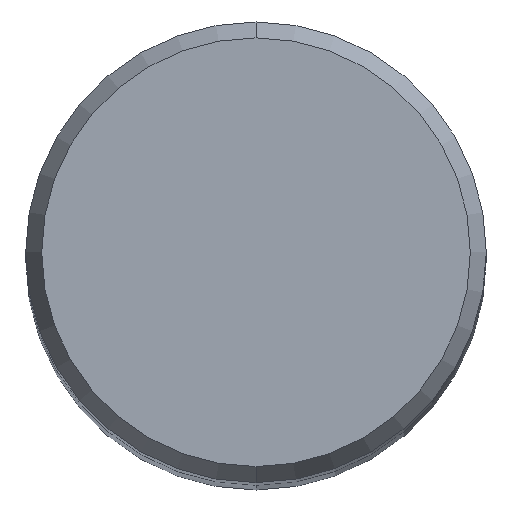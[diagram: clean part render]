
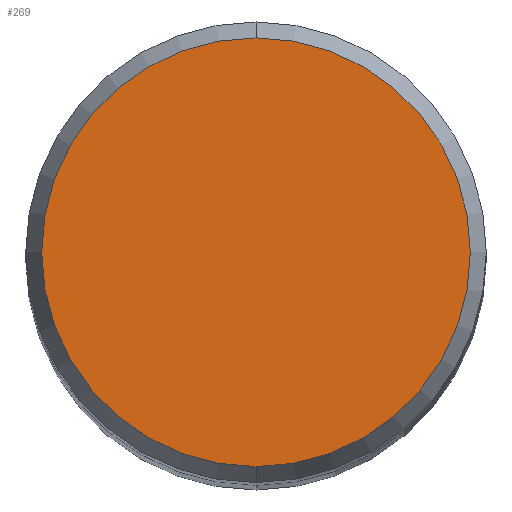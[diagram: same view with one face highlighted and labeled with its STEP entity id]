
A CAD part, top view. The second image highlights one B-rep face of the part: STEP entity #269.
In plain terms, the highlighted planar face has unit normal (0, 0, 1).
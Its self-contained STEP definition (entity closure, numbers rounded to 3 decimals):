
#269=ADVANCED_FACE('',(#539),#540,.T.);
#305=VERTEX_POINT('',#581);
#311=EDGE_CURVE('',#355,#305,#587,.T.);
#355=VERTEX_POINT('',#637);
#357=EDGE_CURVE('',#305,#355,#639,.T.);
#539=FACE_OUTER_BOUND('',#982,.T.);
#540=PLANE('',#983);
#581=CARTESIAN_POINT('',(0.0,9.307,64.0));
#587=CIRCLE('',#1133,9.307);
#637=CARTESIAN_POINT('',(0.,-9.307,64.0));
#639=CIRCLE('',#1202,9.307);
#982=EDGE_LOOP('',(#1420,#1421));
#983=AXIS2_PLACEMENT_3D('',#1422,#1423,#1424);
#1133=AXIS2_PLACEMENT_3D('',#1475,#1476,#1477);
#1202=AXIS2_PLACEMENT_3D('',#1552,#1553,#1554);
#1420=ORIENTED_EDGE('',*,*,#357,.F.);
#1421=ORIENTED_EDGE('',*,*,#311,.F.);
#1422=CARTESIAN_POINT('',(0.0,4.654,64.0));
#1423=DIRECTION('',(-0.0,0.0,1.0));
#1424=DIRECTION('',(0.0,-1.0,0.0));
#1475=CARTESIAN_POINT('',(0.0,0.0,64.0));
#1476=DIRECTION('',(0.0,0.0,-1.0));
#1477=DIRECTION('',(0.0,1.0,0.0));
#1552=CARTESIAN_POINT('',(0.0,0.0,64.0));
#1553=DIRECTION('',(0.0,0.0,-1.0));
#1554=DIRECTION('',(0.0,1.0,0.0));
